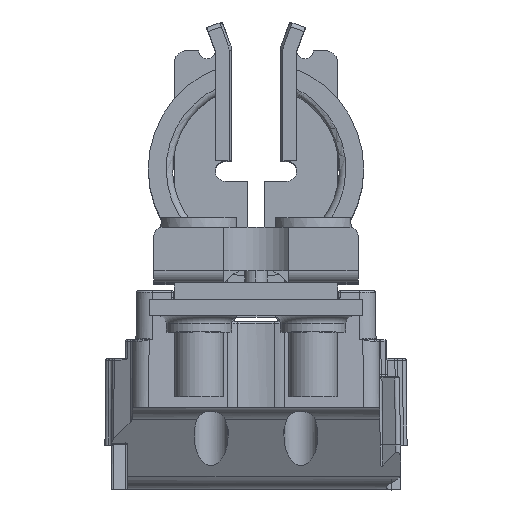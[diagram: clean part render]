
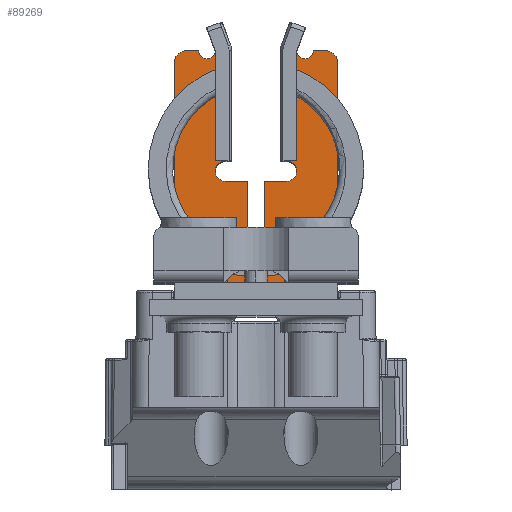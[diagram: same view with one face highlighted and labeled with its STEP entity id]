
A CAD part, top view. The second image highlights one B-rep face of the part: STEP entity #89269.
In plain terms, the highlighted planar face has unit normal (0, 0, 1).
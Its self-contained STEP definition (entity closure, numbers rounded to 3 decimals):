
#86240=DIRECTION('',(-1.,0.,0.));
#86241=VECTOR('',#86240,2.75);
#86242=CARTESIAN_POINT('',(-1.,14.5,2.));
#86243=LINE('',#86242,#86241);
#86247=DIRECTION('',(0.,1.,0.));
#86248=VECTOR('',#86247,7.984);
#86249=CARTESIAN_POINT('',(-1.,6.516,2.));
#86250=LINE('',#86249,#86248);
#86275=DIRECTION('',(0.,-1.,0.));
#86276=VECTOR('',#86275,7.984);
#86277=CARTESIAN_POINT('',(1.,14.5,2.));
#86278=LINE('',#86277,#86276);
#86282=DIRECTION('',(-1.,0.,0.));
#86283=VECTOR('',#86282,2.75);
#86284=CARTESIAN_POINT('',(3.75,14.5,2.));
#86285=LINE('',#86284,#86283);
#86367=DIRECTION('',(-1.,0.,0.));
#86368=VECTOR('',#86367,1.5);
#86369=CARTESIAN_POINT('',(8.5,30.5,2.));
#86370=LINE('',#86369,#86368);
#86402=DIRECTION('',(0.,1.,0.));
#86403=VECTOR('',#86402,27.);
#86404=CARTESIAN_POINT('',(10.,2.,2.));
#86405=LINE('',#86404,#86403);
#86606=DIRECTION('',(1.,0.,0.));
#86607=VECTOR('',#86606,20.);
#86608=CARTESIAN_POINT('',(-10.,2.,2.));
#86609=LINE('',#86608,#86607);
#86727=DIRECTION('',(0.,-1.,0.));
#86728=VECTOR('',#86727,27.);
#86729=CARTESIAN_POINT('',(-10.,29.,2.));
#86730=LINE('',#86729,#86728);
#86762=DIRECTION('',(-1.,0.,0.));
#86763=VECTOR('',#86762,1.5);
#86764=CARTESIAN_POINT('',(-7.,30.5,2.));
#86765=LINE('',#86764,#86763);
#86914=DIRECTION('',(-1.,0.,0.));
#86915=VECTOR('',#86914,1.25);
#86916=CARTESIAN_POINT('',(-3.75,17.,2.));
#86917=LINE('',#86916,#86915);
#87043=DIRECTION('',(-0.707,0.707,0.));
#87044=VECTOR('',#87043,0.707);
#87045=CARTESIAN_POINT('',(5.,25.,2.));
#87046=LINE('',#87045,#87044);
#87050=CARTESIAN_POINT('',(6.,30.5,2.));
#87051=DIRECTION('',(0.,0.,1.));
#87052=DIRECTION('',(-1.,0.,0.));
#87053=AXIS2_PLACEMENT_3D('',#87050,#87051,#87052);
#87058=CARTESIAN_POINT('',(8.5,29.,2.));
#87059=DIRECTION('',(0.,0.,-1.));
#87060=DIRECTION('',(0.,1.,0.));
#87061=AXIS2_PLACEMENT_3D('',#87058,#87059,#87060);
#87066=CARTESIAN_POINT('',(-8.5,29.,2.));
#87067=DIRECTION('',(0.,0.,-1.));
#87068=DIRECTION('',(-1.,0.,0.));
#87069=AXIS2_PLACEMENT_3D('',#87066,#87067,#87068);
#87074=CARTESIAN_POINT('',(-6.,30.5,2.));
#87075=DIRECTION('',(0.,0.,1.));
#87076=DIRECTION('',(-1.,0.,0.));
#87077=AXIS2_PLACEMENT_3D('',#87074,#87075,#87076);
#87082=DIRECTION('',(0.,-1.,0.));
#87083=VECTOR('',#87082,2.);
#87084=CARTESIAN_POINT('',(-5.,30.5,2.));
#87085=LINE('',#87084,#87083);
#87089=DIRECTION('',(-0.707,-0.707,0.));
#87090=VECTOR('',#87089,0.707);
#87091=CARTESIAN_POINT('',(-4.5,25.5,2.));
#87092=LINE('',#87091,#87090);
#87096=DIRECTION('',(0.,-1.,0.));
#87097=VECTOR('',#87096,8.);
#87098=CARTESIAN_POINT('',(-5.,25.,2.));
#87099=LINE('',#87098,#87097);
#87103=CARTESIAN_POINT('',(-3.75,15.75,2.));
#87104=DIRECTION('',(0.,0.,1.));
#87105=DIRECTION('',(0.,1.,0.));
#87106=AXIS2_PLACEMENT_3D('',#87103,#87104,#87105);
#87111=CARTESIAN_POINT('',(-3.75,15.75,2.));
#87112=DIRECTION('',(0.,0.,1.));
#87113=DIRECTION('',(-1.,0.,0.));
#87114=AXIS2_PLACEMENT_3D('',#87111,#87112,#87113);
#87119=CARTESIAN_POINT('',(0.,4.5,2.));
#87120=DIRECTION('',(0.,0.,1.));
#87121=DIRECTION('',(-0.444,0.896,0.));
#87122=AXIS2_PLACEMENT_3D('',#87119,#87120,#87121);
#87127=CARTESIAN_POINT('',(0.,4.5,2.));
#87128=DIRECTION('',(0.,0.,1.));
#87129=DIRECTION('',(-1.,0.,0.));
#87130=AXIS2_PLACEMENT_3D('',#87127,#87128,#87129);
#87135=CARTESIAN_POINT('',(0.,4.5,2.));
#87136=DIRECTION('',(0.,0.,1.));
#87137=DIRECTION('',(1.,0.,0.));
#87138=AXIS2_PLACEMENT_3D('',#87135,#87136,#87137);
#87143=CARTESIAN_POINT('',(3.75,15.75,2.));
#87144=DIRECTION('',(0.,0.,1.));
#87145=DIRECTION('',(0.,-1.,0.));
#87146=AXIS2_PLACEMENT_3D('',#87143,#87144,#87145);
#87151=CARTESIAN_POINT('',(3.75,15.75,2.));
#87152=DIRECTION('',(0.,0.,1.));
#87153=DIRECTION('',(1.,0.,0.));
#87154=AXIS2_PLACEMENT_3D('',#87151,#87152,#87153);
#87159=DIRECTION('',(0.,-1.,0.));
#87160=VECTOR('',#87159,8.);
#87161=CARTESIAN_POINT('',(5.,25.,2.));
#87162=LINE('',#87161,#87160);
#87173=DIRECTION('',(0.,-1.,0.));
#87174=VECTOR('',#87173,2.);
#87175=CARTESIAN_POINT('',(5.,30.5,2.));
#87176=LINE('',#87175,#87174);
#87215=DIRECTION('',(-1.,0.,0.));
#87216=VECTOR('',#87215,0.5);
#87217=CARTESIAN_POINT('',(5.,28.5,2.));
#87218=LINE('',#87217,#87216);
#87229=DIRECTION('',(0.,-1.,0.));
#87230=VECTOR('',#87229,3.);
#87231=CARTESIAN_POINT('',(4.5,28.5,2.));
#87232=LINE('',#87231,#87230);
#87250=DIRECTION('',(-1.,0.,0.));
#87251=VECTOR('',#87250,1.25);
#87252=CARTESIAN_POINT('',(5.,17.,2.));
#87253=LINE('',#87252,#87251);
#87514=DIRECTION('',(-1.,0.,0.));
#87515=VECTOR('',#87514,0.5);
#87516=CARTESIAN_POINT('',(-4.5,28.5,2.));
#87517=LINE('',#87516,#87515);
#87521=DIRECTION('',(0.,1.,0.));
#87522=VECTOR('',#87521,3.);
#87523=CARTESIAN_POINT('',(-4.5,25.5,2.));
#87524=LINE('',#87523,#87522);
#87949=CARTESIAN_POINT('',(-3.75,14.5,2.));
#87950=VERTEX_POINT('',#87949);
#87951=CARTESIAN_POINT('',(-5.,15.75,2.));
#87952=VERTEX_POINT('',#87951);
#87953=CARTESIAN_POINT('',(-3.75,17.,2.));
#87954=VERTEX_POINT('',#87953);
#87955=CARTESIAN_POINT('',(-1.,14.5,2.));
#87956=VERTEX_POINT('',#87955);
#87957=CARTESIAN_POINT('',(-1.,6.516,2.));
#87958=VERTEX_POINT('',#87957);
#87959=CARTESIAN_POINT('',(1.,6.516,2.));
#87960=VERTEX_POINT('',#87959);
#87961=CARTESIAN_POINT('',(2.25,4.5,2.));
#87962=VERTEX_POINT('',#87961);
#87963=CARTESIAN_POINT('',(-2.25,4.5,2.));
#87964=VERTEX_POINT('',#87963);
#87965=CARTESIAN_POINT('',(1.,14.5,2.));
#87966=VERTEX_POINT('',#87965);
#87967=CARTESIAN_POINT('',(3.75,14.5,2.));
#87968=VERTEX_POINT('',#87967);
#87970=CARTESIAN_POINT('',(3.75,17.,2.));
#87971=VERTEX_POINT('',#87970);
#87972=CARTESIAN_POINT('',(5.,15.75,2.));
#87973=VERTEX_POINT('',#87972);
#87982=CARTESIAN_POINT('',(7.,30.5,2.));
#87983=VERTEX_POINT('',#87982);
#87984=CARTESIAN_POINT('',(5.,30.5,2.));
#87985=VERTEX_POINT('',#87984);
#87986=CARTESIAN_POINT('',(8.5,30.5,2.));
#87987=VERTEX_POINT('',#87986);
#87988=CARTESIAN_POINT('',(10.,29.,2.));
#87989=VERTEX_POINT('',#87988);
#87994=CARTESIAN_POINT('',(10.,2.,2.));
#87995=VERTEX_POINT('',#87994);
#88052=CARTESIAN_POINT('',(-10.,2.,2.));
#88053=VERTEX_POINT('',#88052);
#88074=CARTESIAN_POINT('',(-10.,29.,2.));
#88075=VERTEX_POINT('',#88074);
#88076=CARTESIAN_POINT('',(-8.5,30.5,2.));
#88077=VERTEX_POINT('',#88076);
#88078=CARTESIAN_POINT('',(-7.,30.5,2.));
#88079=VERTEX_POINT('',#88078);
#88082=CARTESIAN_POINT('',(-5.,30.5,2.));
#88083=VERTEX_POINT('',#88082);
#88106=CARTESIAN_POINT('',(-5.,17.,2.));
#88107=VERTEX_POINT('',#88106);
#88126=CARTESIAN_POINT('',(-5.,28.5,2.));
#88127=VERTEX_POINT('',#88126);
#88128=CARTESIAN_POINT('',(-5.,25.,2.));
#88129=VERTEX_POINT('',#88128);
#88134=CARTESIAN_POINT('',(-4.5,25.5,2.));
#88135=VERTEX_POINT('',#88134);
#88136=CARTESIAN_POINT('',(5.,25.,2.));
#88137=CARTESIAN_POINT('',(5.,17.,2.));
#88138=VERTEX_POINT('',#88136);
#88139=VERTEX_POINT('',#88137);
#88140=CARTESIAN_POINT('',(4.5,25.5,2.));
#88141=VERTEX_POINT('',#88140);
#88142=CARTESIAN_POINT('',(4.5,28.5,2.));
#88143=VERTEX_POINT('',#88142);
#88144=CARTESIAN_POINT('',(5.,28.5,2.));
#88145=VERTEX_POINT('',#88144);
#88146=CARTESIAN_POINT('',(-4.5,28.5,2.));
#88147=VERTEX_POINT('',#88146);
#89222=CARTESIAN_POINT('',(0.,0.,2.));
#89223=DIRECTION('',(0.,0.,1.));
#89224=DIRECTION('',(1.,0.,0.));
#89225=AXIS2_PLACEMENT_3D('',#89222,#89223,#89224);
#89226=PLANE('',#89225);
#89228=ORIENTED_EDGE('',*,*,#89227,.F.);
#89230=ORIENTED_EDGE('',*,*,#89229,.T.);
#89232=ORIENTED_EDGE('',*,*,#89231,.F.);
#89234=ORIENTED_EDGE('',*,*,#89233,.F.);
#89236=ORIENTED_EDGE('',*,*,#89235,.F.);
#89237=ORIENTED_EDGE('',*,*,#88520,.T.);
#89238=ORIENTED_EDGE('',*,*,#88543,.F.);
#89239=ORIENTED_EDGE('',*,*,#88564,.T.);
#89240=ORIENTED_EDGE('',*,*,#88586,.F.);
#89241=ORIENTED_EDGE('',*,*,#88746,.F.);
#89242=ORIENTED_EDGE('',*,*,#88843,.F.);
#89243=ORIENTED_EDGE('',*,*,#88883,.T.);
#89244=ORIENTED_EDGE('',*,*,#88904,.F.);
#89245=ORIENTED_EDGE('',*,*,#88927,.T.);
#89246=ORIENTED_EDGE('',*,*,#89160,.T.);
#89248=ORIENTED_EDGE('',*,*,#89247,.F.);
#89250=ORIENTED_EDGE('',*,*,#89249,.F.);
#89251=ORIENTED_EDGE('',*,*,#89207,.T.);
#89252=ORIENTED_EDGE('',*,*,#89165,.T.);
#89253=ORIENTED_EDGE('',*,*,#89083,.F.);
#89254=ORIENTED_EDGE('',*,*,#88316,.T.);
#89255=ORIENTED_EDGE('',*,*,#88314,.T.);
#89256=ORIENTED_EDGE('',*,*,#88338,.F.);
#89257=ORIENTED_EDGE('',*,*,#88359,.F.);
#89258=ORIENTED_EDGE('',*,*,#88387,.T.);
#89259=ORIENTED_EDGE('',*,*,#88385,.T.);
#89260=ORIENTED_EDGE('',*,*,#88383,.T.);
#89261=ORIENTED_EDGE('',*,*,#88408,.F.);
#89262=ORIENTED_EDGE('',*,*,#88429,.F.);
#89263=ORIENTED_EDGE('',*,*,#88453,.T.);
#89264=ORIENTED_EDGE('',*,*,#88451,.T.);
#89266=ORIENTED_EDGE('',*,*,#89265,.F.);
#89267=EDGE_LOOP('',(#89228,#89230,#89232,#89234,#89236,#89237,#89238,#89239,
#89240,#89241,#89242,#89243,#89244,#89245,#89246,#89248,#89250,#89251,#89252,
#89253,#89254,#89255,#89256,#89257,#89258,#89259,#89260,#89261,#89262,#89263,
#89264,#89266));
#89268=FACE_OUTER_BOUND('',#89267,.F.);
#87054=CIRCLE('',#87053,1.);
#87062=CIRCLE('',#87061,1.5);
#87070=CIRCLE('',#87069,1.5);
#87078=CIRCLE('',#87077,1.);
#87107=CIRCLE('',#87106,1.25);
#87115=CIRCLE('',#87114,1.25);
#87123=CIRCLE('',#87122,2.25);
#87131=CIRCLE('',#87130,2.25);
#87139=CIRCLE('',#87138,2.25);
#87147=CIRCLE('',#87146,1.25);
#87155=CIRCLE('',#87154,1.25);
#88314=EDGE_CURVE('',#87952,#87950,#87115,.T.);
#88316=EDGE_CURVE('',#87954,#87952,#87107,.T.);
#88338=EDGE_CURVE('',#87956,#87950,#86243,.T.);
#88359=EDGE_CURVE('',#87958,#87956,#86250,.T.);
#88383=EDGE_CURVE('',#87962,#87960,#87139,.T.);
#88385=EDGE_CURVE('',#87964,#87962,#87131,.T.);
#88387=EDGE_CURVE('',#87958,#87964,#87123,.T.);
#88408=EDGE_CURVE('',#87966,#87960,#86278,.T.);
#88429=EDGE_CURVE('',#87968,#87966,#86285,.T.);
#88451=EDGE_CURVE('',#87973,#87971,#87155,.T.);
#88453=EDGE_CURVE('',#87968,#87973,#87147,.T.);
#88520=EDGE_CURVE('',#87985,#87983,#87054,.T.);
#88543=EDGE_CURVE('',#87987,#87983,#86370,.T.);
#88564=EDGE_CURVE('',#87987,#87989,#87062,.T.);
#88586=EDGE_CURVE('',#87995,#87989,#86405,.T.);
#88746=EDGE_CURVE('',#88053,#87995,#86609,.T.);
#88843=EDGE_CURVE('',#88075,#88053,#86730,.T.);
#88883=EDGE_CURVE('',#88075,#88077,#87070,.T.);
#88904=EDGE_CURVE('',#88079,#88077,#86765,.T.);
#88927=EDGE_CURVE('',#88079,#88083,#87078,.T.);
#89083=EDGE_CURVE('',#87954,#88107,#86917,.T.);
#89160=EDGE_CURVE('',#88083,#88127,#87085,.T.);
#89165=EDGE_CURVE('',#88129,#88107,#87099,.T.);
#89207=EDGE_CURVE('',#88135,#88129,#87092,.T.);
#89227=EDGE_CURVE('',#88138,#88139,#87162,.T.);
#89229=EDGE_CURVE('',#88138,#88141,#87046,.T.);
#89231=EDGE_CURVE('',#88143,#88141,#87232,.T.);
#89233=EDGE_CURVE('',#88145,#88143,#87218,.T.);
#89235=EDGE_CURVE('',#87985,#88145,#87176,.T.);
#89247=EDGE_CURVE('',#88147,#88127,#87517,.T.);
#89249=EDGE_CURVE('',#88135,#88147,#87524,.T.);
#89265=EDGE_CURVE('',#88139,#87971,#87253,.T.);
#89269=ADVANCED_FACE('',(#89268),#89226,.T.);
